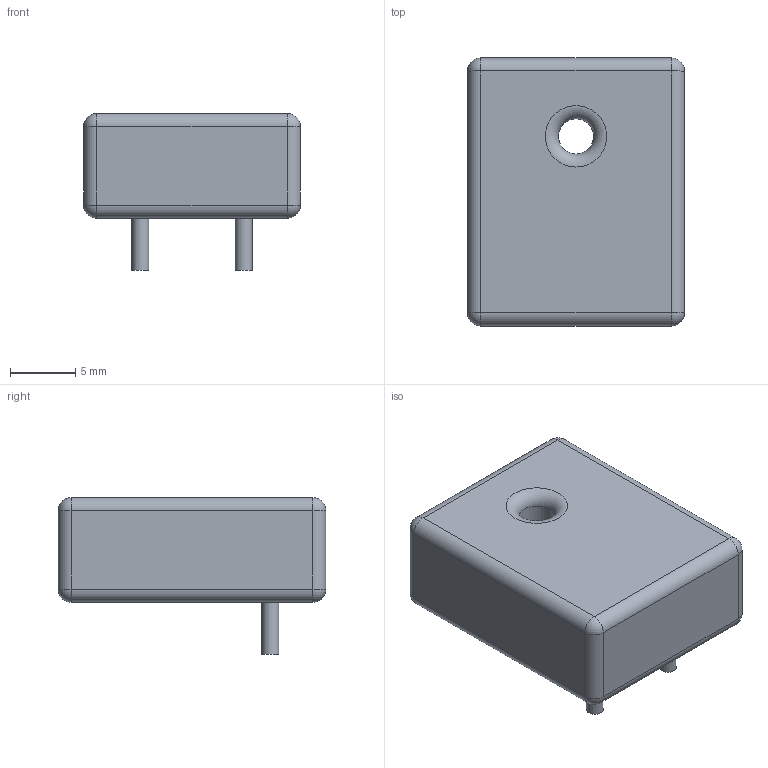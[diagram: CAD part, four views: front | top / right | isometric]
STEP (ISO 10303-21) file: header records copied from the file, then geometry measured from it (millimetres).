
FILE_DESCRIPTION(('FreeCAD Model'),'2;1');
FILE_NAME('Open CASCADE Shape Model','2024-04-08T14:10:59',(''),(''), 'Open CASCADE STEP processor 7.6','FreeCAD','Unknown');
FILE_SCHEMA(('AUTOMOTIVE_DESIGN { 1 0 10303 214 1 1 1 1 }'));
Length unit declared in the file: millimetre
Products named in the file (1): Fillet
Bounding box: 16.6 x 20.5 x 12 mm (x, y, z)
Volume: 2645.6 mm3; surface area: 1278.3 mm2
Topology: 1 solids, 1 shells, 33 faces, 69 edges, 32 vertices
Faces by surface type: cylinder 15, plane 8, sphere 8, torus 2
Full cylindrical faces by diameter (mm): 1.3 x2, 2.7 x1
Entity records: 1060 total; most frequent: DIRECTION 163, CARTESIAN_POINT 127, ORIENTED_EDGE 122, AXIS2_PLACEMENT_3D 68, EDGE_CURVE 61, FACE_BOUND 37, EDGE_LOOP 37, CIRCLE 34
